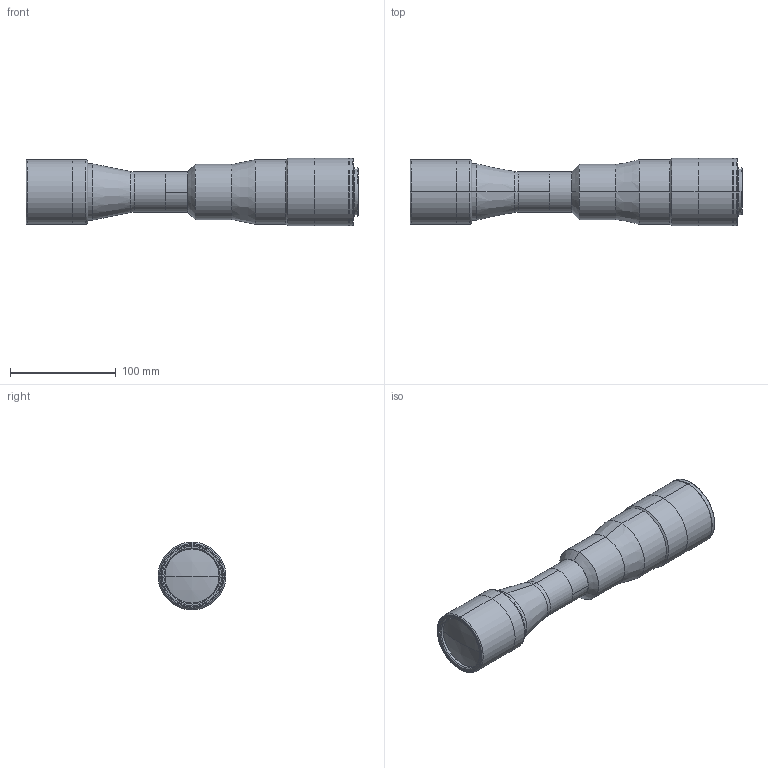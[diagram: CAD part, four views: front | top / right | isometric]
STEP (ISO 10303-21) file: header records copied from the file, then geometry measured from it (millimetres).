
FILE_DESCRIPTION (( 'STEP AP214' ), '1' );
FILE_NAME ('TC16M36.STEP', '2013-04-23T13:24:12', ( 'Work' ), ( '' ), 'SwSTEP 2.0', 'SolidWorks 2013', '' );
FILE_SCHEMA (( 'AUTOMOTIVE_DESIGN' ));
Length unit declared in the file: millimetre
Products named in the file (1): TC16M36
Bounding box: 313.28 x 64 x 64 mm (x, y, z)
Surface area: 77174.2 mm2 (no closed solid volume)
Topology: 0 solids, 11 shells, 98 faces, 274 edges, 188 vertices
Faces by surface type: cylinder 47, plane 24, cone 19, torus 6, sphere 2
Entity records: 4321 total; most frequent: DIRECTION 632, CARTESIAN_POINT 591, ORIENTED_EDGE 450, EDGE_CURVE 274, AXIS2_PLACEMENT_3D 269, VERTEX_POINT 188, CIRCLE 170, EDGE_LOOP 119
